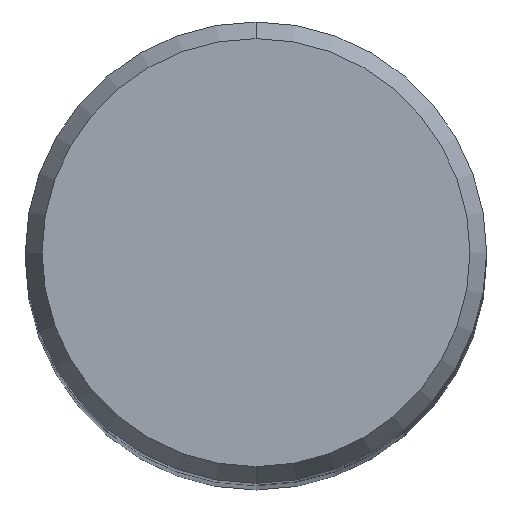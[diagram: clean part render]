
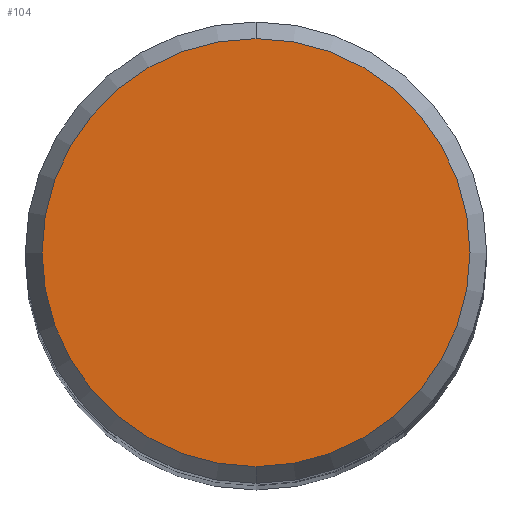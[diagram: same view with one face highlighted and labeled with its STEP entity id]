
A CAD part, top view. The second image highlights one B-rep face of the part: STEP entity #104.
In plain terms, the highlighted planar face has unit normal (0, 0, 1).
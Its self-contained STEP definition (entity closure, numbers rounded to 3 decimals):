
#100=VERTEX_POINT('',#221);
#104=ADVANCED_FACE('',(#225),#226,.T.);
#124=EDGE_CURVE('',#150,#100,#254,.T.);
#150=VERTEX_POINT('',#283);
#156=EDGE_CURVE('',#100,#150,#289,.T.);
#221=CARTESIAN_POINT('',(0.,-8.837,0.01));
#225=FACE_OUTER_BOUND('',#356,.T.);
#226=PLANE('',#357);
#254=CIRCLE('',#389,8.837);
#283=CARTESIAN_POINT('',(0.0,8.837,0.01));
#289=CIRCLE('',#435,8.837);
#356=EDGE_LOOP('',(#488,#489));
#357=AXIS2_PLACEMENT_3D('',#490,#491,#492);
#389=AXIS2_PLACEMENT_3D('',#551,#552,#553);
#435=AXIS2_PLACEMENT_3D('',#591,#592,#593);
#488=ORIENTED_EDGE('',*,*,#124,.F.);
#489=ORIENTED_EDGE('',*,*,#156,.F.);
#490=CARTESIAN_POINT('',(0.0,4.419,0.01));
#491=DIRECTION('',(-0.0,0.0,1.0));
#492=DIRECTION('',(0.0,-1.0,0.0));
#551=CARTESIAN_POINT('',(0.0,0.0,0.01));
#552=DIRECTION('',(0.0,0.0,-1.0));
#553=DIRECTION('',(0.0,1.0,0.0));
#591=CARTESIAN_POINT('',(0.0,0.0,0.01));
#592=DIRECTION('',(0.0,0.0,-1.0));
#593=DIRECTION('',(0.0,1.0,0.0));
